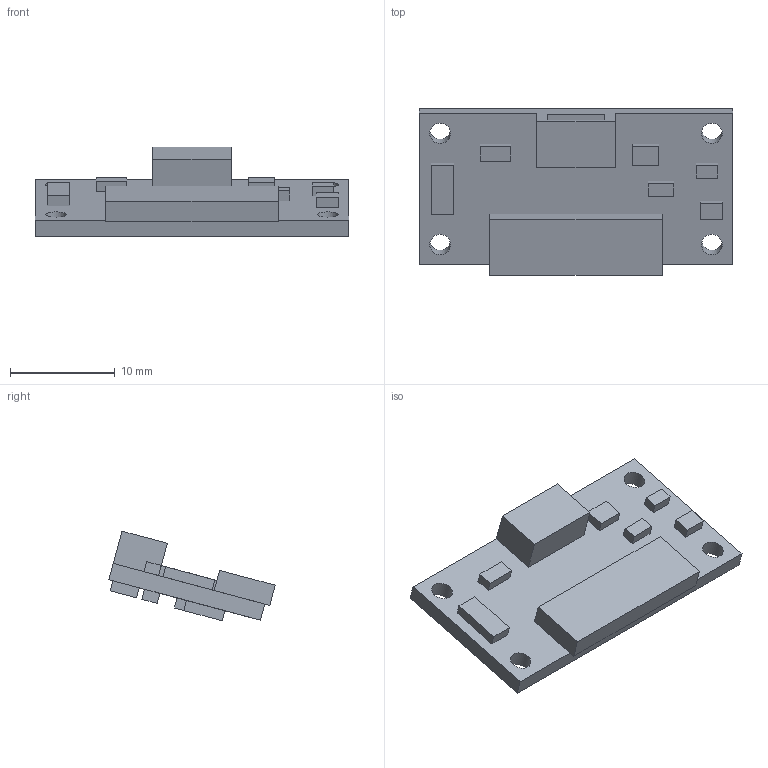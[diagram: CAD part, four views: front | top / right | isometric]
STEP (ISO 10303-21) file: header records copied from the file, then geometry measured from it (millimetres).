
FILE_DESCRIPTION(('STEP AP214'),'1');
FILE_NAME('3NC pcb.stp','2023-01-17T21:24:05',('dj_de'),('None'),'Spatial InterOp 3D','CimatronE 16.0',' ');
FILE_SCHEMA(('AUTOMOTIVE_DESIGN'));
Length unit declared in the file: millimetre
Products named in the file (1): 51936
Bounding box: 30 x 15.9 x 8.58 mm (x, y, z)
Volume: 1039.5 mm3; surface area: 1350.8 mm2
Topology: 1 solids, 1 shells, 76 faces, 184 edges, 122 vertices
Faces by surface type: plane 72, cylinder 4
Full cylindrical faces by diameter (mm): 2 x4
Entity records: 3708 total; most frequent: CARTESIAN_POINT 379, ORIENTED_EDGE 360, DIRECTION 342, STYLED_ITEM 257, PRESENTATION_STYLE_ASSIGNMENT 257, COLOUR_RGB 257, EDGE_CURVE 180, CURVE_STYLE 180
